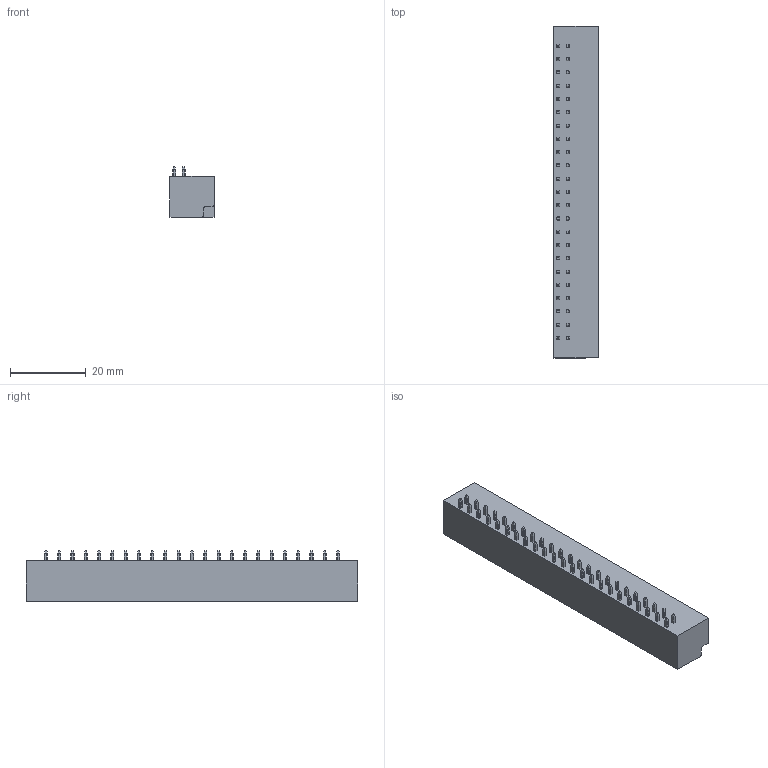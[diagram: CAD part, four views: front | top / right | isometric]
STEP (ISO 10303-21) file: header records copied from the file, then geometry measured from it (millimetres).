
FILE_DESCRIPTION((''),'2;1');
FILE_NAME('1111','2024-11-16T08:14:37',('tluser'),(''),'CREO PARAMETRIC BY PTC INC, 2018100','CREO PARAMETRIC BY PTC INC, 2018100','');
FILE_SCHEMA(('CONFIG_CONTROL_DESIGN'));
Products named in the file (1): 1111
Bounding box: 11.6 x 87.5 x 13.4 mm (x, y, z)
Volume: 7760.8 mm3; surface area: 7718.5 mm2
Topology: 1 solids, 1 shells, 2020 faces, 5763 edges, 3842 vertices
Faces by surface type: plane 1305, cylinder 554, extrusion 161
Entity records: 66846 total; most frequent: CARTESIAN_POINT 15077, ORIENTED_EDGE 11526, DIRECTION 9554, EDGE_CURVE 5763, VECTOR 4126, LINE 3965, VERTEX_POINT 3842, AXIS2_PLACEMENT_3D 2714
